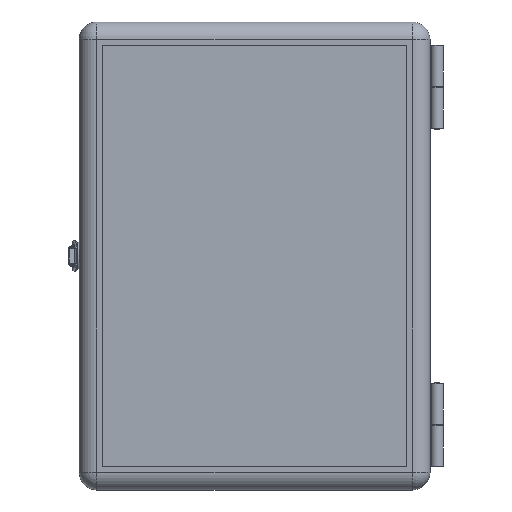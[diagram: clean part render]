
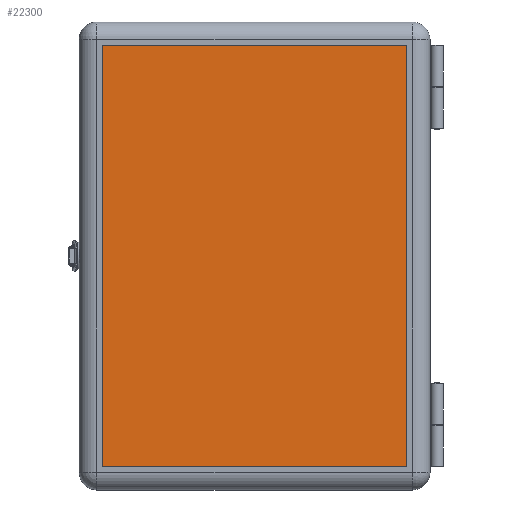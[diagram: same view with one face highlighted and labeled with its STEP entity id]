
A CAD part, top view. The second image highlights one B-rep face of the part: STEP entity #22300.
In plain terms, the highlighted face is planar.
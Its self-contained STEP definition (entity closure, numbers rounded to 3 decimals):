
#1499 = VECTOR ( 'NONE', #2304, 1000. ) ;
#1500 = VECTOR ( 'NONE', #2299, 1000. ) ;
#1547 = VECTOR ( 'NONE', #2399, 1000. ) ;
#1595 = VECTOR ( 'NONE', #2527, 1000. ) ;
#2289 = CARTESIAN_POINT ( 'NONE',  ( 130., -183.5, 0. ) ) ;
#2292 = LINE ( 'NONE', #2289, #1500 ) ;
#2295 = LINE ( 'NONE', #2303, #1499 ) ;
#2299 = DIRECTION ( 'NONE',  ( 0., 1., 0. ) ) ;
#2303 = CARTESIAN_POINT ( 'NONE',  ( -133.5, -180., 0. ) ) ;
#2304 = DIRECTION ( 'NONE',  ( 1., 0., 0. ) ) ;
#2397 = LINE ( 'NONE', #2398, #1547 ) ;
#2398 = CARTESIAN_POINT ( 'NONE',  ( -130., -183.5, 0. ) ) ;
#2399 = DIRECTION ( 'NONE',  ( 0., -1., 0. ) ) ;
#2520 = LINE ( 'NONE', #2526, #1595 ) ;
#2526 = CARTESIAN_POINT ( 'NONE',  ( -133.5, 180., 0. ) ) ;
#2527 = DIRECTION ( 'NONE',  ( -1., 0., 0. ) ) ;
#4948 = EDGE_CURVE ( 'NONE', #49278, #48841, #2292, .T. ) ;
#4952 = EDGE_CURVE ( 'NONE', #48765, #49278, #2295, .T. ) ;
#5020 = EDGE_CURVE ( 'NONE', #49188, #48765, #2397, .T. ) ;
#5110 = EDGE_CURVE ( 'NONE', #48841, #49188, #2520, .T. ) ;
#11445 = EDGE_LOOP ( 'NONE', ( #18826, #18788, #18833, #18852 ) ) ;
#18788 = ORIENTED_EDGE ( 'NONE', *, *, #5020, .F. ) ;
#18826 = ORIENTED_EDGE ( 'NONE', *, *, #4952, .F. ) ;
#18833 = ORIENTED_EDGE ( 'NONE', *, *, #5110, .F. ) ;
#18852 = ORIENTED_EDGE ( 'NONE', *, *, #4948, .F. ) ;
#22300 = ADVANCED_FACE ( 'NONE', ( #39615 ), #39616, .F. ) ;
#38622 = AXIS2_PLACEMENT_3D ( 'NONE', #39608, #39619, #39620 ) ;
#39608 = CARTESIAN_POINT ( 'NONE',  ( -133.5, -183.5, 0. ) ) ;
#39615 = FACE_OUTER_BOUND ( 'NONE', #11445, .T. ) ;
#39616 = PLANE ( 'NONE',  #38622 ) ;
#39619 = DIRECTION ( 'NONE',  ( 0., 0., 1. ) ) ;
#39620 = DIRECTION ( 'NONE',  ( 1., 0., 0. ) ) ;
#48765 = VERTEX_POINT ( 'NONE', #54605 ) ;
#48841 = VERTEX_POINT ( 'NONE', #54681 ) ;
#49188 = VERTEX_POINT ( 'NONE', #55028 ) ;
#49278 = VERTEX_POINT ( 'NONE', #55118 ) ;
#54605 = CARTESIAN_POINT ( 'NONE',  ( -130., -180., 0. ) ) ;
#54681 = CARTESIAN_POINT ( 'NONE',  ( 130., 180., 0. ) ) ;
#55028 = CARTESIAN_POINT ( 'NONE',  ( -130., 180., 0. ) ) ;
#55118 = CARTESIAN_POINT ( 'NONE',  ( 130., -180., 0. ) ) ;
